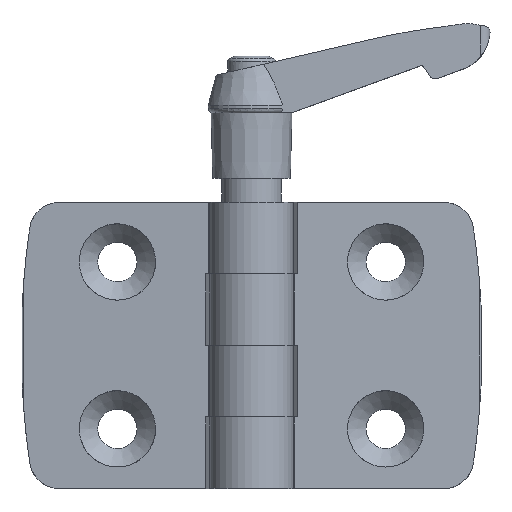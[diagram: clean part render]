
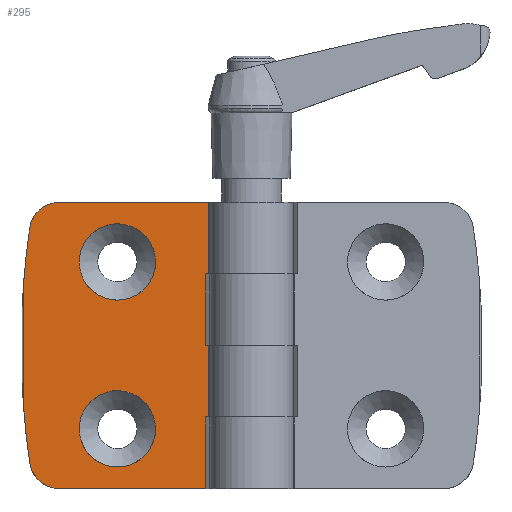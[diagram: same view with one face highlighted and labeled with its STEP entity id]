
A CAD part, top view. The second image highlights one B-rep face of the part: STEP entity #295.
In plain terms, the highlighted planar face has unit normal (-0.048, 0, 0.999).
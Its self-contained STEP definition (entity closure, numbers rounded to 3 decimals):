
#295 = ADVANCED_FACE( '', ( #690, #691, #692 ), #693, .F. );
#690 = FACE_BOUND( '', #1235, .T. );
#691 = FACE_BOUND( '', #1236, .T. );
#692 = FACE_OUTER_BOUND( '', #1237, .T. );
#693 = PLANE( '', #1238 );
#1235 = EDGE_LOOP( '', ( #1898 ) );
#1236 = EDGE_LOOP( '', ( #1899 ) );
#1237 = EDGE_LOOP( '', ( #1900, #1901, #1902, #1903, #1904, #1905, #1906, #1907, #1908, #1909, #1910, #1911, #1912, #1913 ) );
#1238 = AXIS2_PLACEMENT_3D( '', #1914, #1915, #1916 );
#1898 = ORIENTED_EDGE( '', *, *, #3207, .F. );
#1899 = ORIENTED_EDGE( '', *, *, #3237, .F. );
#1900 = ORIENTED_EDGE( '', *, *, #3238, .T. );
#1901 = ORIENTED_EDGE( '', *, *, #3239, .T. );
#1902 = ORIENTED_EDGE( '', *, *, #3196, .T. );
#1903 = ORIENTED_EDGE( '', *, *, #3240, .F. );
#1904 = ORIENTED_EDGE( '', *, *, #3241, .T. );
#1905 = ORIENTED_EDGE( '', *, *, #3242, .F. );
#1906 = ORIENTED_EDGE( '', *, *, #3170, .F. );
#1907 = ORIENTED_EDGE( '', *, *, #3243, .F. );
#1908 = ORIENTED_EDGE( '', *, *, #3244, .T. );
#1909 = ORIENTED_EDGE( '', *, *, #3245, .F. );
#1910 = ORIENTED_EDGE( '', *, *, #3246, .F. );
#1911 = ORIENTED_EDGE( '', *, *, #3247, .T. );
#1912 = ORIENTED_EDGE( '', *, *, #3248, .T. );
#1913 = ORIENTED_EDGE( '', *, *, #3249, .T. );
#1914 = CARTESIAN_POINT( '', ( -38.31, 48., -2.491 ) );
#1915 = DIRECTION( '', ( 0.048, 0., -0.999 ) );
#1916 = DIRECTION( '', ( -0.999, 0., -0.048 ) );
#3170 = EDGE_CURVE( '', #3771, #3772, #3773, .T. );
#3196 = EDGE_CURVE( '', #3815, #3819, #3821, .T. );
#3207 = EDGE_CURVE( '', #3839, #3839, #3840, .F. );
#3237 = EDGE_CURVE( '', #3889, #3889, #3890, .F. );
#3238 = EDGE_CURVE( '', #3891, #3892, #3893, .F. );
#3239 = EDGE_CURVE( '', #3892, #3815, #3894, .F. );
#3240 = EDGE_CURVE( '', #3895, #3819, #3896, .T. );
#3241 = EDGE_CURVE( '', #3895, #3897, #3898, .T. );
#3242 = EDGE_CURVE( '', #3772, #3897, #3899, .T. );
#3243 = EDGE_CURVE( '', #3900, #3771, #3901, .T. );
#3244 = EDGE_CURVE( '', #3900, #3902, #3903, .T. );
#3245 = EDGE_CURVE( '', #3904, #3902, #3905, .T. );
#3246 = EDGE_CURVE( '', #3906, #3904, #3907, .T. );
#3247 = EDGE_CURVE( '', #3906, #3908, #3909, .F. );
#3248 = EDGE_CURVE( '', #3908, #3910, #3911, .F. );
#3249 = EDGE_CURVE( '', #3910, #3891, #3912, .T. );
#3771 = VERTEX_POINT( '', #4642 );
#3772 = VERTEX_POINT( '', #4643 );
#3773 = LINE( '', #4644, #4645 );
#3815 = VERTEX_POINT( '', #4715 );
#3819 = VERTEX_POINT( '', #4721 );
#3821 = LINE( '', #4724, #4725 );
#3839 = VERTEX_POINT( '', #4747 );
#3840 = ELLIPSE( '', #4748, 6.407, 6.4 );
#3889 = VERTEX_POINT( '', #4825 );
#3890 = ELLIPSE( '', #4826, 6.407, 6.4 );
#3891 = VERTEX_POINT( '', #4827 );
#3892 = VERTEX_POINT( '', #4828 );
#3893 = ELLIPSE( '', #4829, 136.943, 136.788 );
#3894 = ELLIPSE( '', #4830, 5.006, 5. );
#3895 = VERTEX_POINT( '', #4831 );
#3896 = LINE( '', #4832, #4833 );
#3897 = VERTEX_POINT( '', #4834 );
#3898 = LINE( '', #4835, #4836 );
#3899 = LINE( '', #4837, #4838 );
#3900 = VERTEX_POINT( '', #4839 );
#3901 = LINE( '', #4840, #4841 );
#3902 = VERTEX_POINT( '', #4842 );
#3903 = LINE( '', #4843, #4844 );
#3904 = VERTEX_POINT( '', #4845 );
#3905 = LINE( '', #4846, #4847 );
#3906 = VERTEX_POINT( '', #4848 );
#3907 = LINE( '', #4849, #4850 );
#3908 = VERTEX_POINT( '', #4851 );
#3909 = ELLIPSE( '', #4852, 5.006, 5. );
#3910 = VERTEX_POINT( '', #4853 );
#3911 = ELLIPSE( '', #4854, 136.943, 136.788 );
#3912 = LINE( '', #4855, #4856 );
#4642 = CARTESIAN_POINT( '', ( -7.697, 24., -1.033 ) );
#4643 = CARTESIAN_POINT( '', ( -7.19, 24., -1.009 ) );
#4644 = CARTESIAN_POINT( '', ( -38.31, 24., -2.491 ) );
#4645 = VECTOR( '', #5822, 1000. );
#4715 = CARTESIAN_POINT( '', ( -32.245, 0., -2.202 ) );
#4721 = CARTESIAN_POINT( '', ( -7.697, 0., -1.033 ) );
#4724 = CARTESIAN_POINT( '', ( -38.31, 0., -2.491 ) );
#4725 = VECTOR( '', #5860, 1000. );
#4747 = CARTESIAN_POINT( '', ( -28.9, 10., -2.043 ) );
#4748 = AXIS2_PLACEMENT_3D( '', #5877, #5878, #5879 );
#4825 = CARTESIAN_POINT( '', ( -28.9, 38., -2.043 ) );
#4826 = AXIS2_PLACEMENT_3D( '', #5918, #5919, #5920 );
#4827 = CARTESIAN_POINT( '', ( -38.31, 14.761, -2.491 ) );
#4828 = CARTESIAN_POINT( '', ( -37.193, 4.279, -2.438 ) );
#4829 = AXIS2_PLACEMENT_3D( '', #5921, #5922, #5923 );
#4830 = AXIS2_PLACEMENT_3D( '', #5924, #5925, #5926 );
#4831 = CARTESIAN_POINT( '', ( -7.697, 12., -1.033 ) );
#4832 = CARTESIAN_POINT( '', ( -7.697, 48., -1.033 ) );
#4833 = VECTOR( '', #5927, 1000. );
#4834 = CARTESIAN_POINT( '', ( -7.19, 12., -1.009 ) );
#4835 = CARTESIAN_POINT( '', ( -38.31, 12., -2.491 ) );
#4836 = VECTOR( '', #5928, 1000. );
#4837 = CARTESIAN_POINT( '', ( -7.19, 48., -1.009 ) );
#4838 = VECTOR( '', #5929, 1000. );
#4839 = CARTESIAN_POINT( '', ( -7.697, 36., -1.033 ) );
#4840 = CARTESIAN_POINT( '', ( -7.697, 48., -1.033 ) );
#4841 = VECTOR( '', #5930, 1000. );
#4842 = CARTESIAN_POINT( '', ( -7.19, 36., -1.009 ) );
#4843 = CARTESIAN_POINT( '', ( -38.31, 36., -2.491 ) );
#4844 = VECTOR( '', #5931, 1000. );
#4845 = CARTESIAN_POINT( '', ( -7.19, 48., -1.009 ) );
#4846 = CARTESIAN_POINT( '', ( -7.19, 48., -1.009 ) );
#4847 = VECTOR( '', #5932, 1000. );
#4848 = CARTESIAN_POINT( '', ( -32.245, 48., -2.202 ) );
#4849 = CARTESIAN_POINT( '', ( -38.31, 48., -2.491 ) );
#4850 = VECTOR( '', #5933, 1000. );
#4851 = CARTESIAN_POINT( '', ( -37.193, 43.721, -2.438 ) );
#4852 = AXIS2_PLACEMENT_3D( '', #5934, #5935, #5936 );
#4853 = CARTESIAN_POINT( '', ( -38.31, 33.239, -2.491 ) );
#4854 = AXIS2_PLACEMENT_3D( '', #5937, #5938, #5939 );
#4855 = CARTESIAN_POINT( '', ( -38.31, 48., -2.491 ) );
#4856 = VECTOR( '', #5940, 1000. );
#5822 = DIRECTION( '', ( 0.999, 0., 0.048 ) );
#5860 = DIRECTION( '', ( 0.999, 0., 0.048 ) );
#5877 = CARTESIAN_POINT( '', ( -22.5, 10., -1.738 ) );
#5878 = DIRECTION( '', ( 0.048, 0., -0.999 ) );
#5879 = DIRECTION( '', ( -0.999, 0., -0.048 ) );
#5918 = CARTESIAN_POINT( '', ( -22.5, 38., -1.738 ) );
#5919 = DIRECTION( '', ( 0.048, 0., -0.999 ) );
#5920 = DIRECTION( '', ( -0.999, 0., -0.048 ) );
#5921 = CARTESIAN_POINT( '', ( 98.166, 24., 4.008 ) );
#5922 = DIRECTION( '', ( 0.048, 0., -0.999 ) );
#5923 = DIRECTION( '', ( -0.999, 0., -0.048 ) );
#5924 = CARTESIAN_POINT( '', ( -32.245, 5., -2.202 ) );
#5925 = DIRECTION( '', ( 0.048, 0., -0.999 ) );
#5926 = DIRECTION( '', ( -0.999, 0., -0.048 ) );
#5927 = DIRECTION( '', ( 0., -1., 0. ) );
#5928 = DIRECTION( '', ( 0.999, 0., 0.048 ) );
#5929 = DIRECTION( '', ( 0., -1., 0. ) );
#5930 = DIRECTION( '', ( 0., -1., 0. ) );
#5931 = DIRECTION( '', ( 0.999, 0., 0.048 ) );
#5932 = DIRECTION( '', ( 0., -1., 0. ) );
#5933 = DIRECTION( '', ( 0.999, 0., 0.048 ) );
#5934 = CARTESIAN_POINT( '', ( -32.245, 43., -2.202 ) );
#5935 = DIRECTION( '', ( 0.048, 0., -0.999 ) );
#5936 = DIRECTION( '', ( -0.999, 0., -0.048 ) );
#5937 = CARTESIAN_POINT( '', ( 98.166, 24., 4.008 ) );
#5938 = DIRECTION( '', ( 0.048, 0., -0.999 ) );
#5939 = DIRECTION( '', ( -0.999, 0., -0.048 ) );
#5940 = DIRECTION( '', ( 0., -1., 0. ) );
